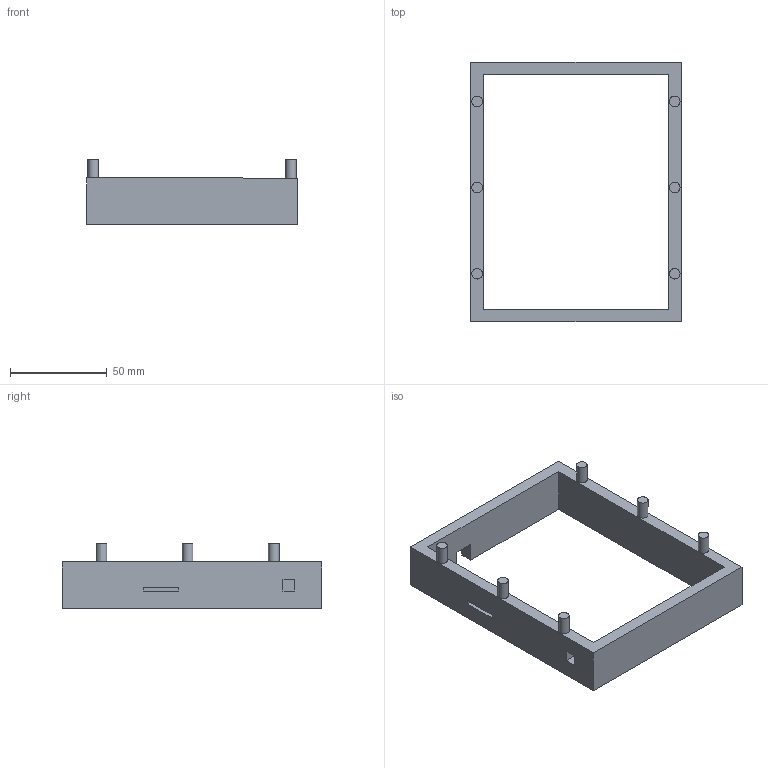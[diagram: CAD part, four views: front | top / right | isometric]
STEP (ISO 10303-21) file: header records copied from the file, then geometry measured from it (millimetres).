
FILE_DESCRIPTION(/* description */ (''),/* implementation_level */ '2;1');
FILE_NAME(/* name */ 'soporteModuloReconocimiento.step',/* time_stamp */ '2024-01-30T23:42:40+01:00',/* author */ (''),/* organization */ (''),/* preprocessor_version */ 'ST-DEVELOPER v20',/* originating_system */ 'Autodesk Translation Framework v12.14.0.127',/* authorisation */ '');
FILE_SCHEMA (('AUTOMOTIVE_DESIGN { 1 0 10303 214 3 1 1 }'));
Length unit declared in the file: millimetre
Products named in the file (1): ParteInferiorBase
Bounding box: 108.7 x 134.1 x 33.54 mm (x, y, z)
Volume: 71778.3 mm3; surface area: 29326.9 mm2
Topology: 1 solids, 1 shells, 38 faces, 97 edges, 65 vertices
Faces by surface type: plane 31, cylinder 6, bspline 1
Full cylindrical faces by diameter (mm): 5.5 x6
Entity records: 1207 total; most frequent: CARTESIAN_POINT 219, ORIENTED_EDGE 194, DIRECTION 189, EDGE_CURVE 97, LINE 79, VECTOR 79, VERTEX_POINT 65, AXIS2_PLACEMENT_3D 55
